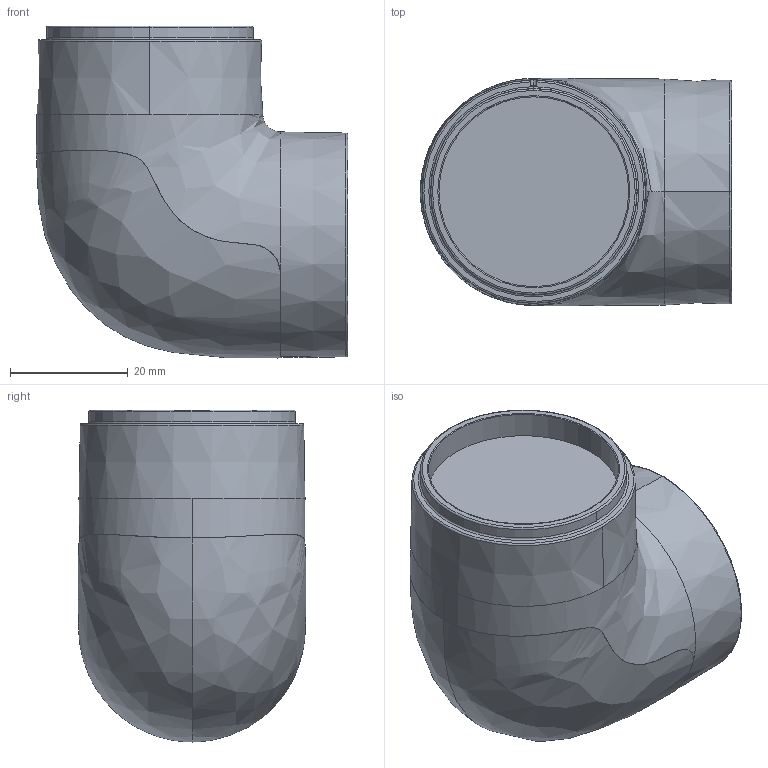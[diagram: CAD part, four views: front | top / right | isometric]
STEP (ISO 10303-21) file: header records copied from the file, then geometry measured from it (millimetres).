
FILE_DESCRIPTION (( 'STEP AP203' ), '1' );
FILE_NAME ('arm4_Default_sldprt.STEP', '2023-10-11T04:20:51', ( '' ), ( '' ), 'SwSTEP 2.0', 'SolidWorks 2023', '' );
FILE_SCHEMA (( 'CONFIG_CONTROL_DESIGN' ));
Length unit declared in the file: millimetre
Products named in the file (1): arm4_Default_sldprt
Bounding box: 52.79 x 38.59 x 56.3 mm (x, y, z)
Volume: 24153.3 mm3; surface area: 20473.4 mm2
Topology: 2 solids, 2 shells, 247 faces, 664 edges, 437 vertices
Faces by surface type: plane 87, bspline 56, cone 52, cylinder 40, torus 12
Entity records: 34328 total; most frequent: CARTESIAN_POINT 28867, ORIENTED_EDGE 1328, DIRECTION 830, EDGE_CURVE 664, VERTEX_POINT 437, AXIS2_PLACEMENT_3D 330, B_SPLINE_CURVE_WITH_KNOTS 298, EDGE_LOOP 265
